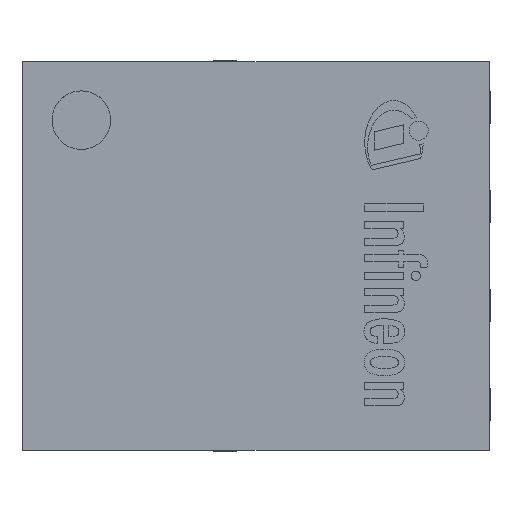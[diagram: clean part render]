
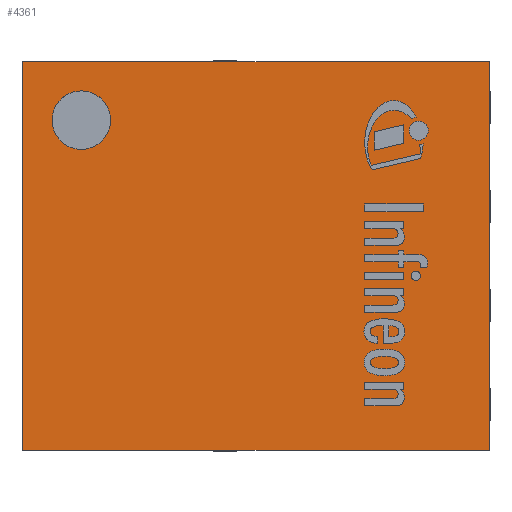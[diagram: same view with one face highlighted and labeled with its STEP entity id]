
A CAD part, top view. The second image highlights one B-rep face of the part: STEP entity #4361.
In plain terms, the highlighted planar face has unit normal (0, 0, 1).
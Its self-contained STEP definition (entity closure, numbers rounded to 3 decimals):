
#55=LINE('',#6557,#478);
#59=LINE('',#6565,#482);
#62=LINE('',#6571,#485);
#65=LINE('',#6576,#488);
#478=VECTOR('',#5142,1.);
#482=VECTOR('',#5148,1.);
#485=VECTOR('',#5153,1.);
#488=VECTOR('',#5158,1.);
#907=PLANE('',#4643);
#1044=FACE_BOUND('',#1321,.T.);
#1059=FACE_OUTER_BOUND('',#1320,.T.);
#1320=EDGE_LOOP('',(#2941,#2942,#2943,#2944));
#1321=EDGE_LOOP('',(#2945));
#1582=CIRCLE('',#4636,0.375);
#1818=VERTEX_POINT('',#6551);
#1819=VERTEX_POINT('',#6555);
#1820=VERTEX_POINT('',#6556);
#1823=VERTEX_POINT('',#6564);
#1825=VERTEX_POINT('',#6570);
#2260=EDGE_CURVE('',#1818,#1818,#1582,.T.);
#2261=EDGE_CURVE('',#1819,#1820,#55,.T.);
#2265=EDGE_CURVE('',#1820,#1823,#59,.T.);
#2268=EDGE_CURVE('',#1823,#1825,#62,.T.);
#2271=EDGE_CURVE('',#1825,#1819,#65,.T.);
#2941=ORIENTED_EDGE('',*,*,#2261,.F.);
#2942=ORIENTED_EDGE('',*,*,#2271,.F.);
#2943=ORIENTED_EDGE('',*,*,#2268,.F.);
#2944=ORIENTED_EDGE('',*,*,#2265,.F.);
#2945=ORIENTED_EDGE('',*,*,#2260,.T.);
#4361=ADVANCED_FACE('',(#1059,#1044),#907,.T.);
#4636=AXIS2_PLACEMENT_3D('',#6552,#5136,#5137);
#4643=AXIS2_PLACEMENT_3D('',#6579,#5162,#5163);
#5136=DIRECTION('center_axis',(0.,0.,-1.));
#5137=DIRECTION('ref_axis',(1.,0.,0.));
#5142=DIRECTION('',(0.,1.,0.));
#5148=DIRECTION('',(1.,0.,0.));
#5153=DIRECTION('',(0.,-1.,0.));
#5158=DIRECTION('',(-1.,0.,0.));
#5162=DIRECTION('center_axis',(0.,0.,1.));
#5163=DIRECTION('ref_axis',(0.,-1.,0.));
#6551=CARTESIAN_POINT('',(-1.865,1.74,1.15));
#6552=CARTESIAN_POINT('Origin',(-2.24,1.74,1.15));
#6555=CARTESIAN_POINT('',(-2.99,-2.49,1.15));
#6556=CARTESIAN_POINT('',(-2.99,2.49,1.15));
#6557=CARTESIAN_POINT('',(-2.99,2.49,1.15));
#6564=CARTESIAN_POINT('',(2.99,2.49,1.15));
#6565=CARTESIAN_POINT('',(2.99,2.49,1.15));
#6570=CARTESIAN_POINT('',(2.99,-2.49,1.15));
#6571=CARTESIAN_POINT('',(2.99,-2.49,1.15));
#6576=CARTESIAN_POINT('',(-2.99,-2.49,1.15));
#6579=CARTESIAN_POINT('Origin',(0.,0.,
1.15));
